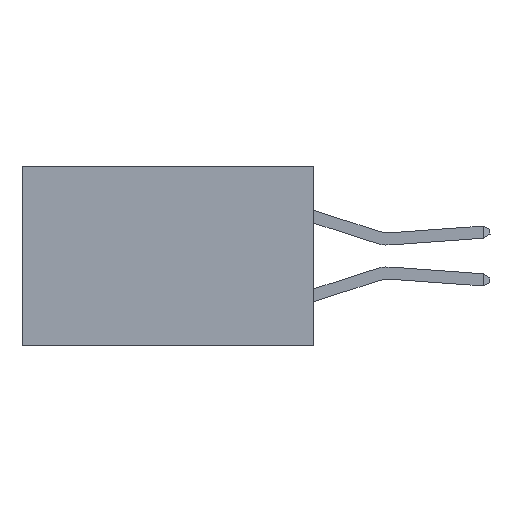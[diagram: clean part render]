
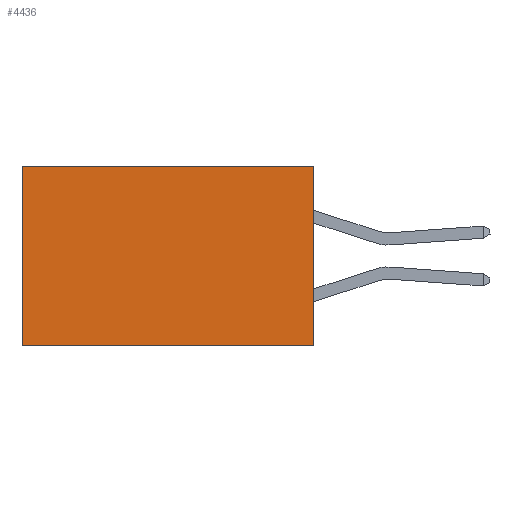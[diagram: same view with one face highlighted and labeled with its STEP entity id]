
A CAD part, left-side view. The second image highlights one B-rep face of the part: STEP entity #4436.
In plain terms, the highlighted planar face has unit normal (-1, 0, 0).
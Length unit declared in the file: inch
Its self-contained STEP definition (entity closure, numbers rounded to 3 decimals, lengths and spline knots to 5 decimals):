
#421 = DIRECTION ( 'NONE',  ( 0., 0., -1. ) ) ;
#2070 = DIRECTION ( 'NONE',  ( 0., 0., -1. ) ) ;
#3973 = CARTESIAN_POINT ( 'NONE',  ( 0.2875, 0., 0. ) ) ;
#4436 = ADVANCED_FACE ( 'NONE', ( #15998 ), #14983, .F. ) ;
#4697 = VECTOR ( 'NONE', #17195, 39.37008 ) ;
#5564 = CARTESIAN_POINT ( 'NONE',  ( 0.2875, 0., 0. ) ) ;
#6294 = EDGE_CURVE ( 'NONE', #15682, #23997, #19895, .T. ) ;
#6828 = ORIENTED_EDGE ( 'NONE', *, *, #22816, .F. ) ;
#8271 = DIRECTION ( 'NONE',  ( 0., 0., -1. ) ) ;
#8297 = AXIS2_PLACEMENT_3D ( 'NONE', #21052, #14218, #2070 ) ;
#10360 = VECTOR ( 'NONE', #421, 39.37008 ) ;
#10555 = VECTOR ( 'NONE', #21320, 39.37008 ) ;
#10924 = LINE ( 'NONE', #5564, #17059 ) ;
#12704 = EDGE_LOOP ( 'NONE', ( #31326, #13499, #6828, #14735 ) ) ;
#13474 = EDGE_CURVE ( 'NONE', #14653, #18093, #19528, .T. ) ;
#13499 = ORIENTED_EDGE ( 'NONE', *, *, #6294, .F. ) ;
#14218 = DIRECTION ( 'NONE',  ( 1., 0., 0. ) ) ;
#14653 = VERTEX_POINT ( 'NONE', #29645 ) ;
#14735 = ORIENTED_EDGE ( 'NONE', *, *, #13474, .T. ) ;
#14983 = PLANE ( 'NONE',  #8297 ) ;
#15682 = VERTEX_POINT ( 'NONE', #23644 ) ;
#15998 = FACE_OUTER_BOUND ( 'NONE', #12704, .T. ) ;
#16393 = CARTESIAN_POINT ( 'NONE',  ( 0.2875, 0.6, 0. ) ) ;
#17059 = VECTOR ( 'NONE', #8271, 39.37008 ) ;
#17195 = DIRECTION ( 'NONE',  ( 0., 1., 0. ) ) ;
#18078 = CARTESIAN_POINT ( 'NONE',  ( 0.2875, 0.6, -0.37 ) ) ;
#18093 = VERTEX_POINT ( 'NONE', #24897 ) ;
#18817 = CARTESIAN_POINT ( 'NONE',  ( 0.2875, 0., -0.37 ) ) ;
#19528 = LINE ( 'NONE', #3973, #4697 ) ;
#19895 = LINE ( 'NONE', #18817, #10555 ) ;
#21052 = CARTESIAN_POINT ( 'NONE',  ( 0.2875, 0., 0. ) ) ;
#21320 = DIRECTION ( 'NONE',  ( 0., 1., 0. ) ) ;
#22816 = EDGE_CURVE ( 'NONE', #14653, #15682, #10924, .T. ) ;
#23644 = CARTESIAN_POINT ( 'NONE',  ( 0.2875, 0., -0.37 ) ) ;
#23997 = VERTEX_POINT ( 'NONE', #18078 ) ;
#24369 = EDGE_CURVE ( 'NONE', #18093, #23997, #29137, .T. ) ;
#24897 = CARTESIAN_POINT ( 'NONE',  ( 0.2875, 0.6, 0. ) ) ;
#29137 = LINE ( 'NONE', #16393, #10360 ) ;
#29645 = CARTESIAN_POINT ( 'NONE',  ( 0.2875, 0., 0. ) ) ;
#31326 = ORIENTED_EDGE ( 'NONE', *, *, #24369, .T. ) ;
